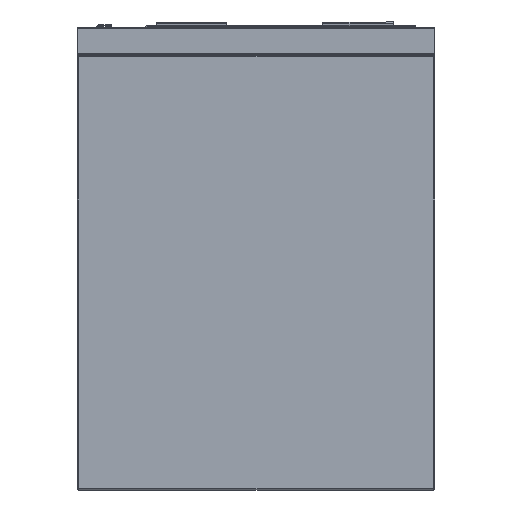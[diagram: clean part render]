
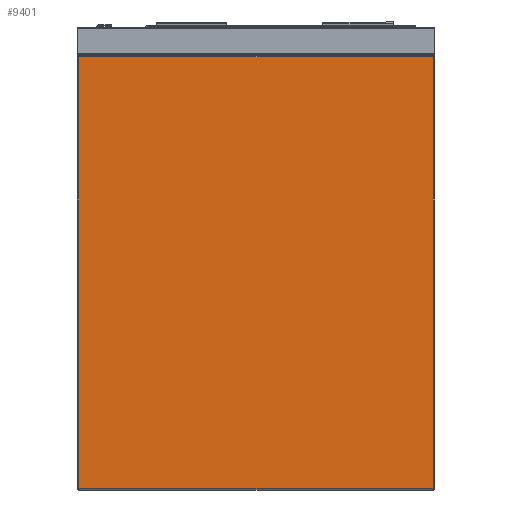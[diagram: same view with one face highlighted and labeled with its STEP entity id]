
A CAD part, left-side view. The second image highlights one B-rep face of the part: STEP entity #9401.
In plain terms, the highlighted planar face has unit normal (-1, 0, 0).
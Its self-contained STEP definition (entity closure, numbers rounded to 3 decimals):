
#1095 = DIRECTION ( 'NONE',  ( -1., 0., 0. ) ) ;
#1348 = ORIENTED_EDGE ( 'NONE', *, *, #9683, .T. ) ;
#2411 = VERTEX_POINT ( 'NONE', #34286 ) ;
#3146 = DIRECTION ( 'NONE',  ( 0., 1., 0. ) ) ;
#3652 = EDGE_CURVE ( 'NONE', #29741, #2411, #25002, .T. ) ;
#4745 = EDGE_CURVE ( 'NONE', #24008, #31447, #15920, .T. ) ;
#7059 = LINE ( 'NONE', #9963, #20454 ) ;
#7109 = FACE_OUTER_BOUND ( 'NONE', #28297, .T. ) ;
#8535 = DIRECTION ( 'NONE',  ( 0., 0., -1. ) ) ;
#8702 = EDGE_CURVE ( 'NONE', #31447, #29741, #7059, .T. ) ;
#9401 = ADVANCED_FACE ( 'Fl�che7', ( #7109 ), #26197, .T. ) ;
#9683 = EDGE_CURVE ( 'NONE', #2411, #24008, #25266, .T. ) ;
#9963 = CARTESIAN_POINT ( 'NONE',  ( -440., -253., -660. ) ) ;
#11418 = CARTESIAN_POINT ( 'NONE',  ( -440., 253., -658. ) ) ;
#13010 = DIRECTION ( 'NONE',  ( 0., -1., 0. ) ) ;
#13634 = CARTESIAN_POINT ( 'NONE',  ( -440., 253., -660. ) ) ;
#15920 = LINE ( 'NONE', #27025, #16185 ) ;
#16185 = VECTOR ( 'NONE', #13010, 1000. ) ;
#17963 = CARTESIAN_POINT ( 'NONE',  ( -440., -253., -658. ) ) ;
#18161 = DIRECTION ( 'NONE',  ( 0., 0., 1. ) ) ;
#18469 = VECTOR ( 'NONE', #3146, 1000. ) ;
#19537 = CARTESIAN_POINT ( 'NONE',  ( -440., 255., -42. ) ) ;
#20454 = VECTOR ( 'NONE', #18161, 1000. ) ;
#21992 = ORIENTED_EDGE ( 'NONE', *, *, #4745, .T. ) ;
#24008 = VERTEX_POINT ( 'NONE', #11418 ) ;
#25002 = LINE ( 'NONE', #19537, #18469 ) ;
#25231 = ORIENTED_EDGE ( 'NONE', *, *, #3652, .T. ) ;
#25266 = LINE ( 'NONE', #13634, #31594 ) ;
#26197 = PLANE ( 'NONE',  #32709 ) ;
#26377 = DIRECTION ( 'NONE',  ( 0., -1., 0. ) ) ;
#27025 = CARTESIAN_POINT ( 'NONE',  ( -440., -255., -658. ) ) ;
#27852 = ORIENTED_EDGE ( 'NONE', *, *, #8702, .T. ) ;
#28197 = CARTESIAN_POINT ( 'NONE',  ( -440., -253., -42. ) ) ;
#28297 = EDGE_LOOP ( 'NONE', ( #27852, #25231, #1348, #21992 ) ) ;
#29741 = VERTEX_POINT ( 'NONE', #28197 ) ;
#31447 = VERTEX_POINT ( 'NONE', #17963 ) ;
#31594 = VECTOR ( 'NONE', #8535, 1000. ) ;
#32709 = AXIS2_PLACEMENT_3D ( 'NONE', #34593, #1095, #26377 ) ;
#34286 = CARTESIAN_POINT ( 'NONE',  ( -440., 253., -42. ) ) ;
#34593 = CARTESIAN_POINT ( 'NONE',  ( -440., -255., -660. ) ) ;
